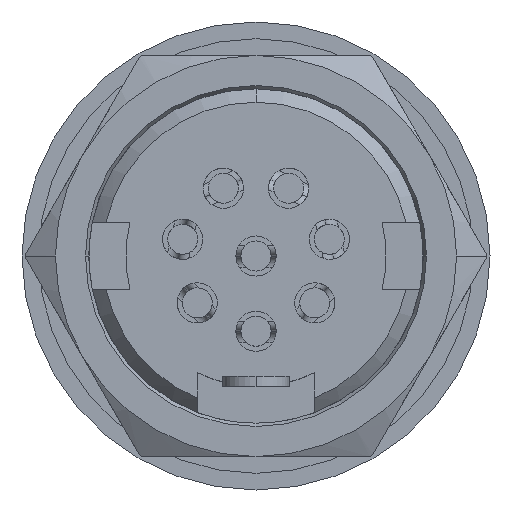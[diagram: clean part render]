
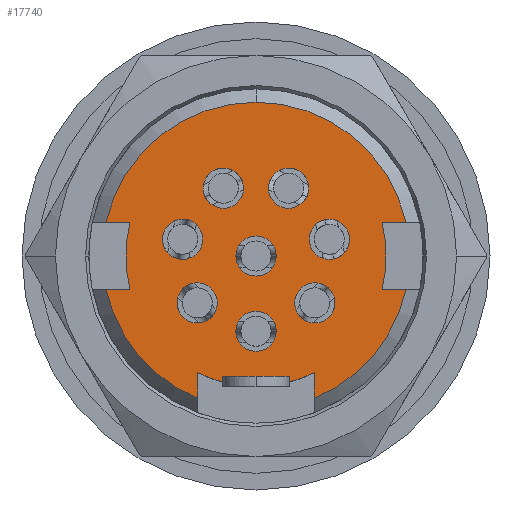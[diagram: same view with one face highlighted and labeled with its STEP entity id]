
A CAD part, front view. The second image highlights one B-rep face of the part: STEP entity #17740.
In plain terms, the highlighted planar face has unit normal (0, -1, 0).
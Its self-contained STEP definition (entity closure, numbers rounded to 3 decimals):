
#15410=CARTESIAN_POINT('',(0.,12.535,4.125));
#15420=DIRECTION('',(0.,1.,0.));
#15430=DIRECTION('',(0.,0.,1.));
#15440=AXIS2_PLACEMENT_3D('',#15410,#15420,#15430);
#15450=PLANE('',#15440);
#15460=CARTESIAN_POINT('',(0.,12.535,0.));
#15470=DIRECTION('',(0.,1.,0.));
#15480=DIRECTION('',(0.,0.,-1.));
#15490=AXIS2_PLACEMENT_3D('',#15460,#15470,#15480);
#15500=CIRCLE('',#15490,3.9);
#15510=CARTESIAN_POINT('',(-3.77,12.535,-1.));
#15520=VERTEX_POINT('',#15510);
#15530=CARTESIAN_POINT('',(-3.77,12.535,1.));
#15540=VERTEX_POINT('',#15530);
#15550=EDGE_CURVE('',#15520,#15540,#15500,.T.);
#15560=ORIENTED_EDGE('',*,*,#15550,.F.);
#15570=CARTESIAN_POINT('',(0.,12.535,1.));
#15580=DIRECTION('',(1.,0.,0.));
#15590=VECTOR('',#15580,1.);
#15600=LINE('',#15570,#15590);
#15610=CARTESIAN_POINT('',(-4.49,12.535,1.));
#15620=VERTEX_POINT('',#15610);
#15630=EDGE_CURVE('',#15620,#15540,#15600,.T.);
#15640=ORIENTED_EDGE('',*,*,#15630,.T.);
#15650=CARTESIAN_POINT('',(0.,12.535,0.));
#15660=DIRECTION('',(0.,1.,0.));
#15670=DIRECTION('',(0.,0.,1.));
#15680=AXIS2_PLACEMENT_3D('',#15650,#15660,#15670);
#15690=CIRCLE('',#15680,4.6);
#15700=CARTESIAN_POINT('',(0.,12.535,4.6));
#15710=VERTEX_POINT('',#15700);
#15720=EDGE_CURVE('',#15620,#15710,#15690,.T.);
#15730=ORIENTED_EDGE('',*,*,#15720,.F.);
#15740=CARTESIAN_POINT('',(4.49,12.535,1.));
#15750=VERTEX_POINT('',#15740);
#15760=EDGE_CURVE('',#15710,#15750,#15690,.T.);
#15770=ORIENTED_EDGE('',*,*,#15760,.F.);
#15780=CARTESIAN_POINT('',(3.77,12.535,1.));
#15790=VERTEX_POINT('',#15780);
#15800=EDGE_CURVE('',#15790,#15750,#15600,.T.);
#15810=ORIENTED_EDGE('',*,*,#15800,.T.);
#15820=CARTESIAN_POINT('',(3.77,12.535,-1.));
#15830=VERTEX_POINT('',#15820);
#15840=EDGE_CURVE('',#15790,#15830,#15500,.T.);
#15850=ORIENTED_EDGE('',*,*,#15840,.F.);
#15860=CARTESIAN_POINT('',(0.,12.535,-1.));
#15870=DIRECTION('',(-1.,0.,0.));
#15880=VECTOR('',#15870,1.);
#15890=LINE('',#15860,#15880);
#15900=CARTESIAN_POINT('',(4.49,12.535,-1.
));
#15910=VERTEX_POINT('',#15900);
#15920=EDGE_CURVE('',#15910,#15830,#15890,.T.);
#15930=ORIENTED_EDGE('',*,*,#15920,.T.);
#15940=CARTESIAN_POINT('',(1.75,12.535,-4.254));
#15950=VERTEX_POINT('',#15940);
#15960=EDGE_CURVE('',#15910,#15950,#15690,.T.);
#15970=ORIENTED_EDGE('',*,*,#15960,.F.);
#15980=CARTESIAN_POINT('',(1.75,12.535,0.));
#15990=DIRECTION('',(0.,0.,-1.));
#16000=VECTOR('',#15990,1.);
#16010=LINE('',#15980,#16000);
#16020=CARTESIAN_POINT('',(1.75,12.535,-3.485));
#16030=VERTEX_POINT('',#16020);
#16040=EDGE_CURVE('',#16030,#15950,#16010,.T.);
#16050=ORIENTED_EDGE('',*,*,#16040,.T.);
#16060=CARTESIAN_POINT('',(0.95,12.535,-3.783
));
#16070=VERTEX_POINT('',#16060);
#16080=EDGE_CURVE('',#16030,#16070,#15500,.T.);
#16090=ORIENTED_EDGE('',*,*,#16080,.F.);
#16100=CARTESIAN_POINT('',(0.95,12.535,-3.185));
#16110=DIRECTION('',(0.,0.,-1.));
#16120=VECTOR('',#16110,1.);
#16130=LINE('',#16100,#16120);
#16140=CARTESIAN_POINT('',(0.95,12.535,-3.6));
#16150=VERTEX_POINT('',#16140);
#16160=EDGE_CURVE('',#16150,#16070,#16130,.T.);
#16170=ORIENTED_EDGE('',*,*,#16160,.T.);
#16180=CARTESIAN_POINT('',(0.,12.535,-3.6));
#16190=DIRECTION('',(1.,0.,0.));
#16200=VECTOR('',#16190,1.);
#16210=LINE('',#16180,#16200);
#16220=CARTESIAN_POINT('',(-0.95,12.535,-3.6));
#16230=VERTEX_POINT('',#16220);
#16240=EDGE_CURVE('',#16230,#16150,#16210,.T.);
#16250=ORIENTED_EDGE('',*,*,#16240,.T.);
#16260=CARTESIAN_POINT('',(-0.95,12.535,-3.185));
#16270=DIRECTION('',(0.,0.,1.));
#16280=VECTOR('',#16270,1.);
#16290=LINE('',#16260,#16280);
#16300=CARTESIAN_POINT('',(-0.95,12.535,
-3.783));
#16310=VERTEX_POINT('',#16300);
#16320=EDGE_CURVE('',#16310,#16230,#16290,.T.);
#16330=ORIENTED_EDGE('',*,*,#16320,.T.);
#16340=CARTESIAN_POINT('',(-1.75,12.535,-3.485));
#16350=VERTEX_POINT('',#16340);
#16360=EDGE_CURVE('',#16310,#16350,#15500,.T.);
#16370=ORIENTED_EDGE('',*,*,#16360,.F.);
#16380=CARTESIAN_POINT('',(-1.75,12.535,0.));
#16390=DIRECTION('',(0.,0.,1.));
#16400=VECTOR('',#16390,1.);
#16410=LINE('',#16380,#16400);
#16420=CARTESIAN_POINT('',(-1.75,12.535,-4.254));
#16430=VERTEX_POINT('',#16420);
#16440=EDGE_CURVE('',#16430,#16350,#16410,.T.);
#16450=ORIENTED_EDGE('',*,*,#16440,.T.);
#16460=CARTESIAN_POINT('',(-4.49,12.535,-1.));
#16470=VERTEX_POINT('',#16460);
#16480=EDGE_CURVE('',#16430,#16470,#15690,.T.);
#16490=ORIENTED_EDGE('',*,*,#16480,.F.);
#16500=EDGE_CURVE('',#15520,#16470,#15890,.T.);
#16510=ORIENTED_EDGE('',*,*,#16500,.T.);
#16520=EDGE_LOOP('',(#16510,#16490,#16450,#16370,#16330,#16250,#16170,
#16090,#16050,#15970,#15930,#15850,#15810,#15770,#15730,#15640,#15560));
#16530=FACE_OUTER_BOUND('',#16520,.T.);
#16540=CARTESIAN_POINT('',(0.,12.535,-2.249));
#16550=DIRECTION('',(0.,-1.,0.));
#16560=DIRECTION('',(0.,0.,-1.));
#16570=AXIS2_PLACEMENT_3D('',#16540,#16550,#16560);
#16580=CIRCLE('',#16570,0.6);
#16590=CARTESIAN_POINT('',(0.,12.535,
-1.649));
#16600=VERTEX_POINT('',#16590);
#16610=CARTESIAN_POINT('',(0.,12.535,-2.849));
#16620=VERTEX_POINT('',#16610);
#16630=EDGE_CURVE('',#16600,#16620,#16580,.T.);
#16640=ORIENTED_EDGE('',*,*,#16630,.F.);
#16650=EDGE_CURVE('',#16620,#16600,#16580,.T.);
#16660=ORIENTED_EDGE('',*,*,#16650,.F.);
#16670=EDGE_LOOP('',(#16660,#16640));
#16680=FACE_BOUND('',#16670,.T.);
#16690=CARTESIAN_POINT('',(-1.758,12.535,-1.402
));
#16700=DIRECTION('',(0.,-1.,0.));
#16710=DIRECTION('',(-0.782,0.,-0.623));
#16720=AXIS2_PLACEMENT_3D('',#16690,#16700,#16710);
#16730=CIRCLE('',#16720,0.6);
#16740=CARTESIAN_POINT('',(-1.289,12.535,-1.028)
);
#16750=VERTEX_POINT('',#16740);
#16760=CARTESIAN_POINT('',(-2.227,12.535,-1.776
));
#16770=VERTEX_POINT('',#16760);
#16780=EDGE_CURVE('',#16750,#16770,#16730,.T.);
#16790=ORIENTED_EDGE('',*,*,#16780,.F.);
#16800=EDGE_CURVE('',#16770,#16750,#16730,.T.);
#16810=ORIENTED_EDGE('',*,*,#16800,.F.);
#16820=EDGE_LOOP('',(#16810,#16790));
#16830=FACE_BOUND('',#16820,.T.);
#16840=CARTESIAN_POINT('',(0.,12.535,0.));
#16850=DIRECTION('',(0.,-1.,0.));
#16860=DIRECTION('',(0.,0.,-1.));
#16870=AXIS2_PLACEMENT_3D('',#16840,#16850,#16860);
#16880=CIRCLE('',#16870,0.6);
#16890=CARTESIAN_POINT('',(0.,12.535,0.6));
#16900=VERTEX_POINT('',#16890);
#16910=CARTESIAN_POINT('',(0.,12.535,-0.6));
#16920=VERTEX_POINT('',#16910);
#16930=EDGE_CURVE('',#16900,#16920,#16880,.T.);
#16940=ORIENTED_EDGE('',*,*,#16930,.F.);
#16950=EDGE_CURVE('',#16920,#16900,#16880,.T.);
#16960=ORIENTED_EDGE('',*,*,#16950,.F.);
#16970=EDGE_LOOP('',(#16960,#16940));
#16980=FACE_BOUND('',#16970,.T.);
#16990=CARTESIAN_POINT('',(1.758,12.535,-1.402)
);
#17000=DIRECTION('',(0.,-1.,0.));
#17010=DIRECTION('',(0.782,0.,-0.623));
#17020=AXIS2_PLACEMENT_3D('',#16990,#17000,#17010);
#17030=CIRCLE('',#17020,0.6);
#17040=CARTESIAN_POINT('',(1.289,12.535,-1.028)
);
#17050=VERTEX_POINT('',#17040);
#17060=CARTESIAN_POINT('',(2.227,12.535,-1.776))
;
#17070=VERTEX_POINT('',#17060);
#17080=EDGE_CURVE('',#17050,#17070,#17030,.T.);
#17090=ORIENTED_EDGE('',*,*,#17080,.F.);
#17100=EDGE_CURVE('',#17070,#17050,#17030,.T.);
#17110=ORIENTED_EDGE('',*,*,#17100,.F.);
#17120=EDGE_LOOP('',(#17110,#17090));
#17130=FACE_BOUND('',#17120,.T.);
#17140=CARTESIAN_POINT('',(2.193,12.535,0.5)
);
#17150=DIRECTION('',(0.,-1.,0.));
#17160=DIRECTION('',(0.975,0.,0.223));
#17170=AXIS2_PLACEMENT_3D('',#17140,#17150,#17160);
#17180=CIRCLE('',#17170,0.6);
#17190=CARTESIAN_POINT('',(1.608,12.535,0.367)
);
#17200=VERTEX_POINT('',#17190);
#17210=CARTESIAN_POINT('',(2.777,12.535,0.634)
);
#17220=VERTEX_POINT('',#17210);
#17230=EDGE_CURVE('',#17200,#17220,#17180,.T.);
#17240=ORIENTED_EDGE('',*,*,#17230,.F.);
#17250=EDGE_CURVE('',#17220,#17200,#17180,.T.);
#17260=ORIENTED_EDGE('',*,*,#17250,.F.);
#17270=EDGE_LOOP('',(#17260,#17240));
#17280=FACE_BOUND('',#17270,.T.);
#17290=CARTESIAN_POINT('',(0.976,12.535,2.026)
);
#17300=DIRECTION('',(0.,-1.,0.));
#17310=DIRECTION('',(0.434,0.,0.901));
#17320=AXIS2_PLACEMENT_3D('',#17290,#17300,#17310);
#17330=CIRCLE('',#17320,0.6);
#17340=CARTESIAN_POINT('',(0.715,12.535,1.486))
;
#17350=VERTEX_POINT('',#17340);
#17360=CARTESIAN_POINT('',(1.236,12.535,2.567));
#17370=VERTEX_POINT('',#17360);
#17380=EDGE_CURVE('',#17350,#17370,#17330,.T.);
#17390=ORIENTED_EDGE('',*,*,#17380,.F.);
#17400=EDGE_CURVE('',#17370,#17350,#17330,.T.);
#17410=ORIENTED_EDGE('',*,*,#17400,.F.);
#17420=EDGE_LOOP('',(#17410,#17390));
#17430=FACE_BOUND('',#17420,.T.);
#17440=CARTESIAN_POINT('',(-0.976,12.535,2.026));
#17450=DIRECTION('',(0.,-1.,0.));
#17460=DIRECTION('',(-0.434,0.,0.901));
#17470=AXIS2_PLACEMENT_3D('',#17440,#17450,#17460);
#17480=CIRCLE('',#17470,0.6);
#17490=CARTESIAN_POINT('',(-0.715,12.535,1.486
));
#17500=VERTEX_POINT('',#17490);
#17510=CARTESIAN_POINT('',(-1.236,12.535,2.567)
);
#17520=VERTEX_POINT('',#17510);
#17530=EDGE_CURVE('',#17500,#17520,#17480,.T.);
#17540=ORIENTED_EDGE('',*,*,#17530,.F.);
#17550=EDGE_CURVE('',#17520,#17500,#17480,.T.);
#17560=ORIENTED_EDGE('',*,*,#17550,.F.);
#17570=EDGE_LOOP('',(#17560,#17540));
#17580=FACE_BOUND('',#17570,.T.);
#17590=CARTESIAN_POINT('',(-2.193,12.535,0.5
));
#17600=DIRECTION('',(0.,-1.,0.));
#17610=DIRECTION('',(-0.975,0.,0.223));
#17620=AXIS2_PLACEMENT_3D('',#17590,#17600,#17610);
#17630=CIRCLE('',#17620,0.6);
#17640=CARTESIAN_POINT('',(-1.608,12.535,0.367
));
#17650=VERTEX_POINT('',#17640);
#17660=CARTESIAN_POINT('',(-2.777,12.535,0.634
));
#17670=VERTEX_POINT('',#17660);
#17680=EDGE_CURVE('',#17650,#17670,#17630,.T.);
#17690=ORIENTED_EDGE('',*,*,#17680,.F.);
#17700=EDGE_CURVE('',#17670,#17650,#17630,.T.);
#17710=ORIENTED_EDGE('',*,*,#17700,.F.);
#17720=EDGE_LOOP('',(#17710,#17690));
#17730=FACE_BOUND('',#17720,.T.);
#17740=ADVANCED_FACE('',(#16530,#16680,#16830,#16980,#17130,#17280,
#17430,#17580,#17730),#15450,.F.);
